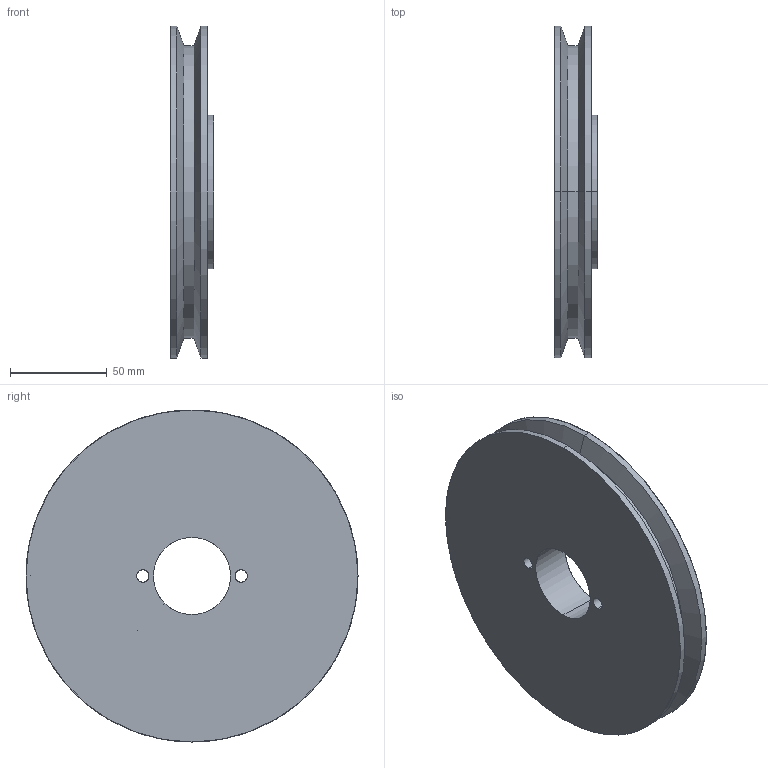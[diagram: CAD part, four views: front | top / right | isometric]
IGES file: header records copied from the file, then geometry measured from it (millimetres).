
Start section: SolidWorks IGES file using analytic representation for surfaces
Global section: file name: AKAK69H0526857583710.igs; native system: SolidWorks 2016; preprocessor: SolidWorks 2016; author: partstream; date: 160526.085807; units: inch
Bounding box: 22.23 x 171.45 x 171.45 mm (x, y, z)
Surface area: 65112.2 mm2 (no closed solid volume)
Topology: 0 solids, 0 shells, 59 faces, 756 edges, 756 vertices
Faces by surface type: bspline 41, revolution 18
